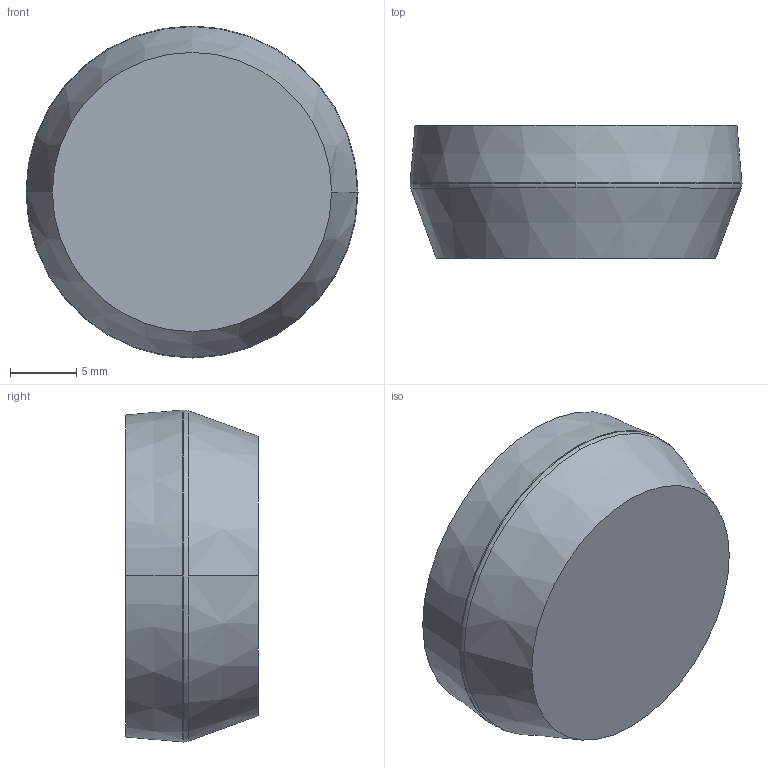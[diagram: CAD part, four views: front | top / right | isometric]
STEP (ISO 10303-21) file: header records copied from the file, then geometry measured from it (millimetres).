
FILE_DESCRIPTION( ( '' ), '1' );
FILE_NAME( 'K0105.25.stp', '2012-10-30T11:26:41', ( '' ), ( '' ), ' ', ' ', ' ' );
FILE_SCHEMA( ( 'CONFIG_CONTROL_DESIGN' ) );
Length unit declared in the file: millimetre
Products named in the file (1): 1
Bounding box: 24.97 x 10 x 24.97 mm (x, y, z)
Volume: 3090.3 mm3; surface area: 1847.2 mm2
Topology: 1 solids, 1 shells, 17 faces, 39 edges, 25 vertices
Faces by surface type: torus 8, cone 6, plane 3
Entity records: 546 total; most frequent: DIRECTION 108, CARTESIAN_POINT 82, ORIENTED_EDGE 78, AXIS2_PLACEMENT_3D 51, EDGE_CURVE 39, CIRCLE 33, VERTEX_POINT 25, EDGE_LOOP 18
